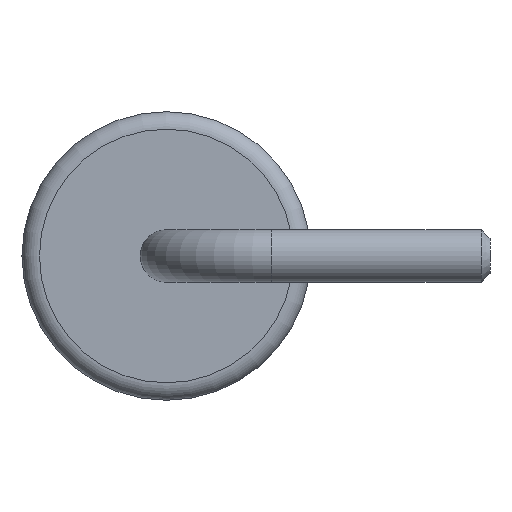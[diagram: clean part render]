
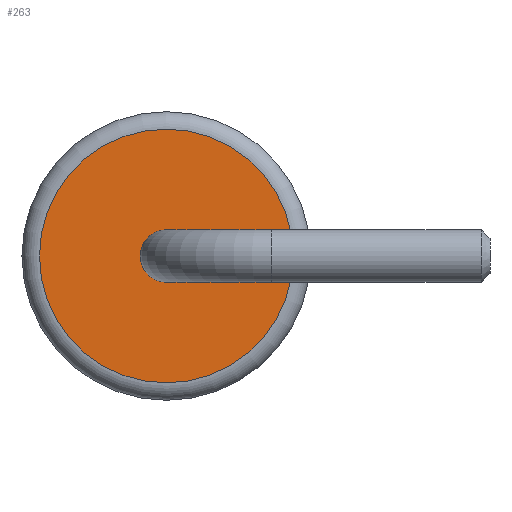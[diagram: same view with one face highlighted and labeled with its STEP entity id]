
A CAD part, left-side view. The second image highlights one B-rep face of the part: STEP entity #263.
In plain terms, the highlighted planar face has unit normal (-1, 0, 0).
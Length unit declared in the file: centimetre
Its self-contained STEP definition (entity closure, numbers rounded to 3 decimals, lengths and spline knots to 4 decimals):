
#76=PLANE('',#300);
#91=VERTEX_POINT('',#325);
#101=VERTEX_POINT('',#354);
#109=CIRCLE('',#280,0.03);
#119=CIRCLE('',#299,0.145);
#127=EDGE_CURVE('',#91,#91,#109,.T.);
#137=EDGE_CURVE('',#101,#101,#119,.T.);
#170=ORIENTED_EDGE('',*,*,#127,.T.);
#171=ORIENTED_EDGE('',*,*,#137,.F.);
#206=EDGE_LOOP('',(#170));
#207=EDGE_LOOP('',(#171));
#242=FACE_BOUND('',#206,.T.);
#243=FACE_BOUND('',#207,.T.);
#263=ADVANCED_FACE('',(#242,#243),#76,.F.);
#280=AXIS2_PLACEMENT_3D('',#324,#384,#385);
#299=AXIS2_PLACEMENT_3D('',#353,#416,#417);
#300=AXIS2_PLACEMENT_3D('',#355,#418,$);
#324=CARTESIAN_POINT('',(-0.425,0.17,0.));
#325=CARTESIAN_POINT('',(-0.425,0.17,-0.03));
#353=CARTESIAN_POINT('',(-0.425,0.17,0.));
#354=CARTESIAN_POINT('',(-0.425,0.17,-0.145));
#355=CARTESIAN_POINT('',(-0.425,0.17,0.));
#384=DIRECTION('',(1.,0.,0.));
#385=DIRECTION('',(0.,0.,-0.03));
#416=DIRECTION('',(1.,0.,0.));
#417=DIRECTION('',(0.,0.,0.145));
#418=DIRECTION('',(1.,0.,0.));
